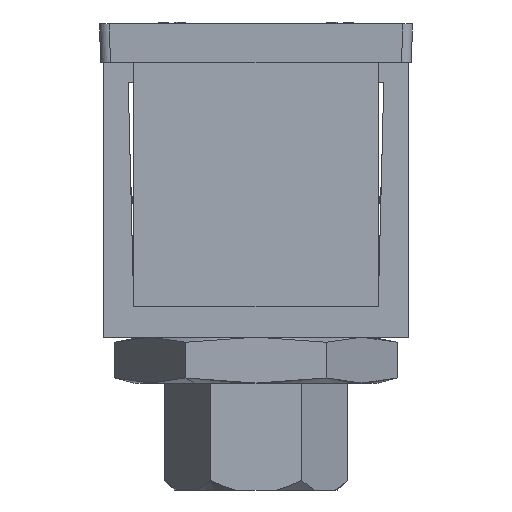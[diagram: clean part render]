
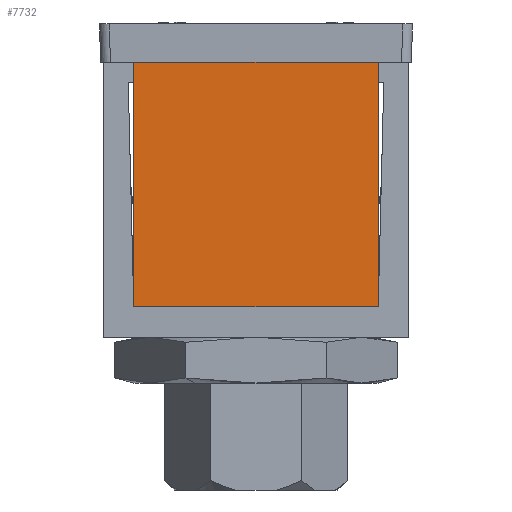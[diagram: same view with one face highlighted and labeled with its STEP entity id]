
A CAD part, front view. The second image highlights one B-rep face of the part: STEP entity #7732.
In plain terms, the highlighted planar face has unit normal (0, -1, 0).
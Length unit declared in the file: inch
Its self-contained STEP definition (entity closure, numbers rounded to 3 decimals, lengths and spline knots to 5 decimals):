
#18 = ORIENTED_EDGE ( 'NONE', *, *, #7240, .F. ) ;
#194 = CARTESIAN_POINT ( 'NONE',  ( -0.45893, -2.6019, 0.44021 ) ) ;
#1037 = ORIENTED_EDGE ( 'NONE', *, *, #1436, .F. ) ;
#1436 = EDGE_CURVE ( 'NONE', #2212, #3358, #5102, .T. ) ;
#1644 = CARTESIAN_POINT ( 'NONE',  ( 0.54107, -2.6019, -0.55979 ) ) ;
#1806 = DIRECTION ( 'NONE',  ( -1., 0., 0. ) ) ;
#1848 = EDGE_LOOP ( 'NONE', ( #18, #1037, #2378, #3842 ) ) ;
#2212 = VERTEX_POINT ( 'NONE', #1644 ) ;
#2378 = ORIENTED_EDGE ( 'NONE', *, *, #6461, .F. ) ;
#2473 = CARTESIAN_POINT ( 'NONE',  ( 0.54107, -2.6019, 0.44021 ) ) ;
#2595 = DIRECTION ( 'NONE',  ( 0., 0., -1. ) ) ;
#2627 = PLANE ( 'NONE',  #4773 ) ;
#2951 = VERTEX_POINT ( 'NONE', #194 ) ;
#3285 = VECTOR ( 'NONE', #6062, 39.37008 ) ;
#3358 = VERTEX_POINT ( 'NONE', #6102 ) ;
#3842 = ORIENTED_EDGE ( 'NONE', *, *, #8288, .F. ) ;
#4773 = AXIS2_PLACEMENT_3D ( 'NONE', #8749, #8145, #2595 ) ;
#4881 = LINE ( 'NONE', #5315, #3285 ) ;
#5102 = LINE ( 'NONE', #7167, #6072 ) ;
#5306 = DIRECTION ( 'NONE',  ( 0., 0., -1. ) ) ;
#5307 = DIRECTION ( 'NONE',  ( 1., 0., 0. ) ) ;
#5315 = CARTESIAN_POINT ( 'NONE',  ( -0.45893, -2.6019, 0.44021 ) ) ;
#6062 = DIRECTION ( 'NONE',  ( 0., 0., 1. ) ) ;
#6072 = VECTOR ( 'NONE', #1806, 39.37008 ) ;
#6102 = CARTESIAN_POINT ( 'NONE',  ( -0.45893, -2.6019, -0.55979 ) ) ;
#6416 = VECTOR ( 'NONE', #5306, 39.37008 ) ;
#6461 = EDGE_CURVE ( 'NONE', #6790, #2212, #7379, .T. ) ;
#6790 = VERTEX_POINT ( 'NONE', #7203 ) ;
#7167 = CARTESIAN_POINT ( 'NONE',  ( 0.54107, -2.6019, -0.55979 ) ) ;
#7203 = CARTESIAN_POINT ( 'NONE',  ( 0.54107, -2.6019, 0.44021 ) ) ;
#7240 = EDGE_CURVE ( 'NONE', #3358, #2951, #4881, .T. ) ;
#7275 = LINE ( 'NONE', #8627, #7594 ) ;
#7379 = LINE ( 'NONE', #2473, #6416 ) ;
#7594 = VECTOR ( 'NONE', #5307, 39.37008 ) ;
#7732 = ADVANCED_FACE ( 'NONE', ( #8717 ), #2627, .F. ) ;
#8145 = DIRECTION ( 'NONE',  ( 0., 1., 0. ) ) ;
#8288 = EDGE_CURVE ( 'NONE', #2951, #6790, #7275, .T. ) ;
#8627 = CARTESIAN_POINT ( 'NONE',  ( 0.54107, -2.6019, 0.44021 ) ) ;
#8717 = FACE_OUTER_BOUND ( 'NONE', #1848, .T. ) ;
#8749 = CARTESIAN_POINT ( 'NONE',  ( 0.04107, -2.6019, -0.05979 ) ) ;
